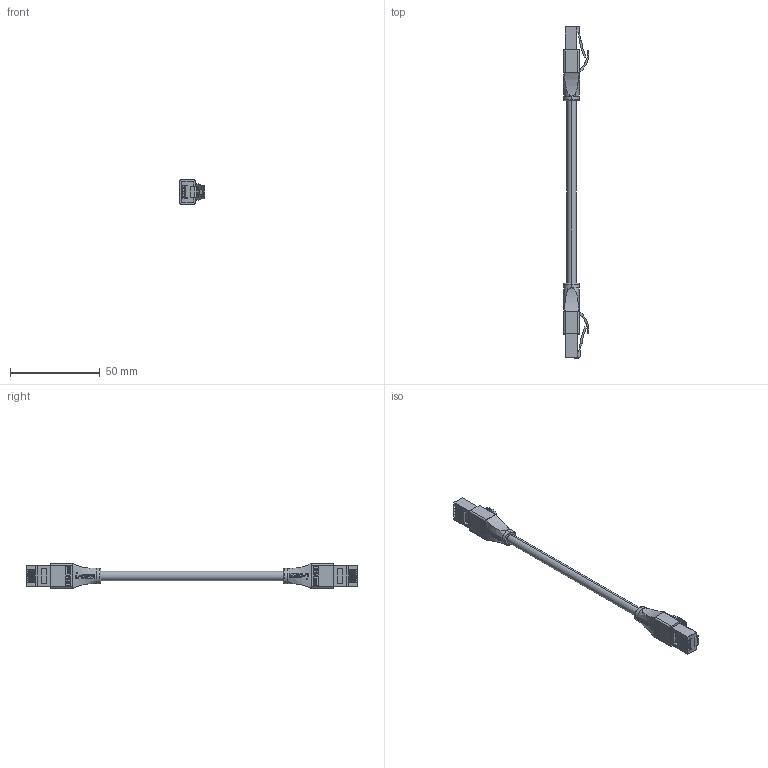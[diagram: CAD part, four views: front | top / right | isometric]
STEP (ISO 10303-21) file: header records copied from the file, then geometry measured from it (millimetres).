
FILE_DESCRIPTION (( 'STEP AP203' ), '1' );
FILE_NAME ('TRD855XCR.STEP', '2010-11-12T14:26:46', ( 'x' ), ( 'Microsoft' ), 'SwSTEP 2.0', 'SolidWorks 2010', '' );
FILE_SCHEMA (( 'CONFIG_CONTROL_DESIGN' ));
Length unit declared in the file: inch
Products named in the file (4): TRD855XCR; TFC2002-PROD_SP21522; 1AD03-006_TSP2088; 1AY01-054_raised logo
Assembly tree (5 placements, depth 2):
  TRD855XCR
    1AD03-006_TSP2088  x2
    1AY01-054_raised logo  x2
    TFC2002-PROD_SP21522
Bounding box: 14.16 x 184.84 x 13.67 mm (x, y, z)
Volume: 9075.5 mm3; surface area: 10032.6 mm2
Topology: 7 solids, 7 shells, 2252 faces, 6450 edges, 4274 vertices
Faces by surface type: plane 1908, bspline 168, cylinder 156, sphere 12, torus 8
Entity records: 44627 total; most frequent: CARTESIAN_POINT 18111, ORIENTED_EDGE 6440, DIRECTION 3822, EDGE_CURVE 3220, VERTEX_POINT 2138, B_SPLINE_CURVE_WITH_KNOTS 1638, VECTOR 1426, LINE 1426
